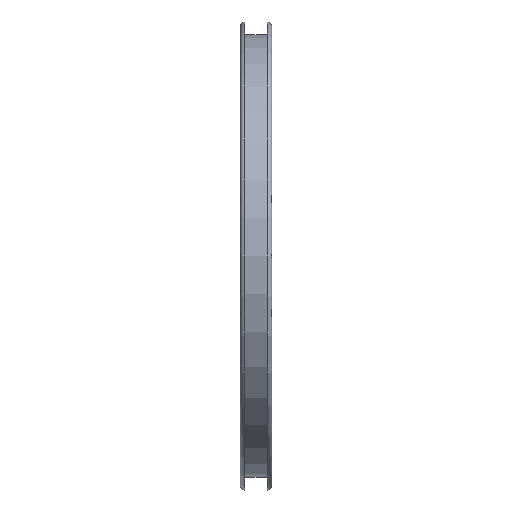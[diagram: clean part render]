
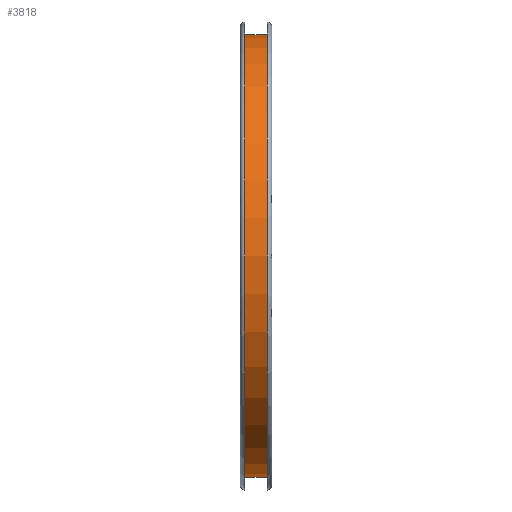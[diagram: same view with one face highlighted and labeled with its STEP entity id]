
A CAD part, front view. The second image highlights one B-rep face of the part: STEP entity #3818.
In plain terms, the highlighted cylindrical face has radius 69.5 mm (diameter 139 mm), a partial arc.
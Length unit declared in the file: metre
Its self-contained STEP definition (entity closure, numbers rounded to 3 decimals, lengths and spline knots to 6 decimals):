
#121=LINE('',#6384,#259);
#122=LINE('',#6388,#260);
#259=VECTOR('',#4920,1.);
#260=VECTOR('',#4923,1.);
#407=CYLINDRICAL_SURFACE('',#4348,0.0695);
#977=ORIENTED_EDGE('',*,*,#1819,.F.);
#978=ORIENTED_EDGE('',*,*,#2130,.T.);
#979=ORIENTED_EDGE('',*,*,#1821,.T.);
#980=ORIENTED_EDGE('',*,*,#2129,.F.);
#1819=EDGE_CURVE('',#2429,#2430,#121,.T.);
#1821=EDGE_CURVE('',#2428,#2431,#122,.T.);
#2129=EDGE_CURVE('',#2430,#2431,#2934,.T.);
#2130=EDGE_CURVE('',#2429,#2428,#2935,.T.);
#2428=VERTEX_POINT('',#6382);
#2429=VERTEX_POINT('',#6383);
#2430=VERTEX_POINT('',#6385);
#2431=VERTEX_POINT('',#6387);
#2934=CIRCLE('',#4347,0.0695);
#2935=CIRCLE('',#4349,0.0695);
#3177=EDGE_LOOP('',(#977,#978,#979,#980));
#3444=FACE_BOUND('',#3177,.T.);
#3818=ADVANCED_FACE('',(#3444),#407,.T.);
#4347=AXIS2_PLACEMENT_3D('',#7057,#5477,#5478);
#4348=AXIS2_PLACEMENT_3D('',#7058,#5479,#5480);
#4349=AXIS2_PLACEMENT_3D('',#7059,#5481,#5482);
#4920=DIRECTION('',(-1.,0.,0.));
#4923=DIRECTION('',(-1.,0.,0.));
#5477=DIRECTION('',(-1.,0.,0.));
#5478=DIRECTION('',(0.,0.,1.));
#5479=DIRECTION('',(-1.,0.,0.));
#5480=DIRECTION('',(0.,0.,1.));
#5481=DIRECTION('',(-1.,0.,0.));
#5482=DIRECTION('',(0.,0.,1.));
#6382=CARTESIAN_POINT('',(0.0035,0.,-0.0805));
#6383=CARTESIAN_POINT('',(0.0035,0.,-0.2195));
#6384=CARTESIAN_POINT('',(-0.005,0.,-0.2195));
#6385=CARTESIAN_POINT('',(-0.0035,0.,-0.2195));
#6387=CARTESIAN_POINT('',(-0.0035,0.,-0.0805));
#6388=CARTESIAN_POINT('',(-0.005,0.,-0.0805));
#7057=CARTESIAN_POINT('',(-0.0035,0.,-0.15));
#7058=CARTESIAN_POINT('',(-0.005,0.,-0.15));
#7059=CARTESIAN_POINT('',(0.0035,0.,-0.15));
